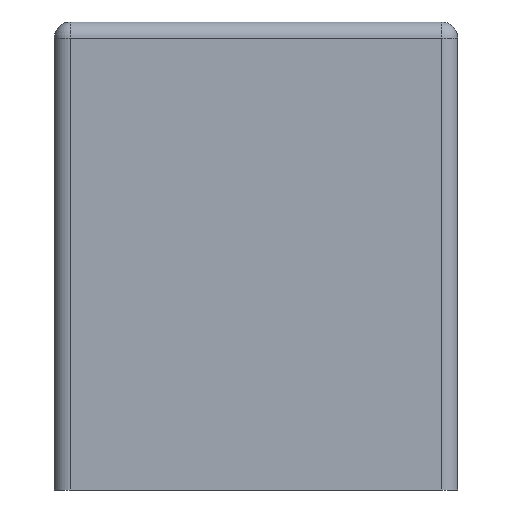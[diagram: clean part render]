
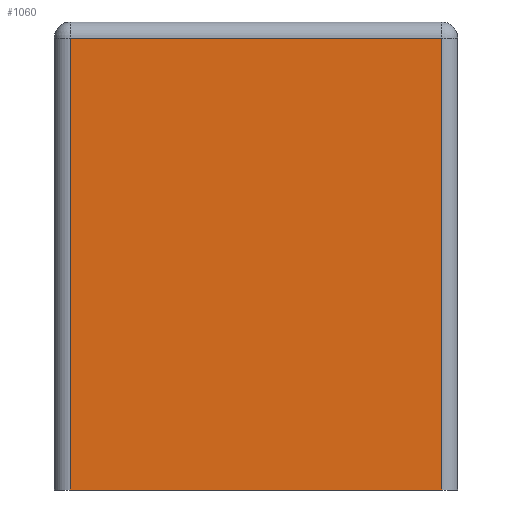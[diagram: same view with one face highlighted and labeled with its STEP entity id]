
A CAD part, left-side view. The second image highlights one B-rep face of the part: STEP entity #1060.
In plain terms, the highlighted planar face has unit normal (-1, 0, 0).
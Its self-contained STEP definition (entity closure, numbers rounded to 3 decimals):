
#17 = LINE ( 'NONE', #864, #979 ) ;
#215 = LINE ( 'NONE', #1078, #418 ) ;
#243 = FACE_OUTER_BOUND ( 'NONE', #672, .T. ) ;
#279 = AXIS2_PLACEMENT_3D ( 'NONE', #1240, #1239, #1237 ) ;
#418 = VECTOR ( 'NONE', #792, 1000. ) ;
#494 = VERTEX_POINT ( 'NONE', #1117 ) ;
#647 = ORIENTED_EDGE ( 'NONE', *, *, #800, .F. ) ;
#672 = EDGE_LOOP ( 'NONE', ( #929, #647, #1011, #805 ) ) ;
#687 = VERTEX_POINT ( 'NONE', #1280 ) ;
#705 = VERTEX_POINT ( 'NONE', #1125 ) ;
#756 = DIRECTION ( 'NONE',  ( 0., 0., -1. ) ) ;
#792 = DIRECTION ( 'NONE',  ( 0., -1., 0. ) ) ;
#800 = EDGE_CURVE ( 'NONE', #807, #494, #992, .T. ) ;
#804 = EDGE_CURVE ( 'NONE', #494, #705, #215, .T. ) ;
#805 = ORIENTED_EDGE ( 'NONE', *, *, #812, .F. ) ;
#807 = VERTEX_POINT ( 'NONE', #1080 ) ;
#812 = EDGE_CURVE ( 'NONE', #705, #687, #17, .T. ) ;
#848 = DIRECTION ( 'NONE',  ( 0., 0., 1. ) ) ;
#853 = EDGE_CURVE ( 'NONE', #687, #807, #1055, .T. ) ;
#864 = CARTESIAN_POINT ( 'NONE',  ( -1., -0.575, 1.45 ) ) ;
#929 = ORIENTED_EDGE ( 'NONE', *, *, #804, .F. ) ;
#979 = VECTOR ( 'NONE', #756, 1000. ) ;
#984 = VECTOR ( 'NONE', #848, 1000. ) ;
#992 = LINE ( 'NONE', #1030, #984 ) ;
#1011 = ORIENTED_EDGE ( 'NONE', *, *, #853, .F. ) ;
#1030 = CARTESIAN_POINT ( 'NONE',  ( -1., 0.575, 1.45 ) ) ;
#1046 = VECTOR ( 'NONE', #1330, 1000. ) ;
#1055 = LINE ( 'NONE', #1119, #1046 ) ;
#1060 = ADVANCED_FACE ( 'NONE', ( #243 ), #1262, .F. ) ;
#1078 = CARTESIAN_POINT ( 'NONE',  ( -1., -0.625, 1.4 ) ) ;
#1080 = CARTESIAN_POINT ( 'NONE',  ( -1., 0.575, 0. ) ) ;
#1117 = CARTESIAN_POINT ( 'NONE',  ( -1., 0.575, 1.4 ) ) ;
#1119 = CARTESIAN_POINT ( 'NONE',  ( -1., 0., 0. ) ) ;
#1125 = CARTESIAN_POINT ( 'NONE',  ( -1., -0.575, 1.4 ) ) ;
#1237 = DIRECTION ( 'NONE',  ( 0., 0., -1. ) ) ;
#1239 = DIRECTION ( 'NONE',  ( 1., 0., 0. ) ) ;
#1240 = CARTESIAN_POINT ( 'NONE',  ( -1., -0.625, 1.45 ) ) ;
#1262 = PLANE ( 'NONE',  #279 ) ;
#1280 = CARTESIAN_POINT ( 'NONE',  ( -1., -0.575, 0. ) ) ;
#1330 = DIRECTION ( 'NONE',  ( 0., 1., 0. ) ) ;
